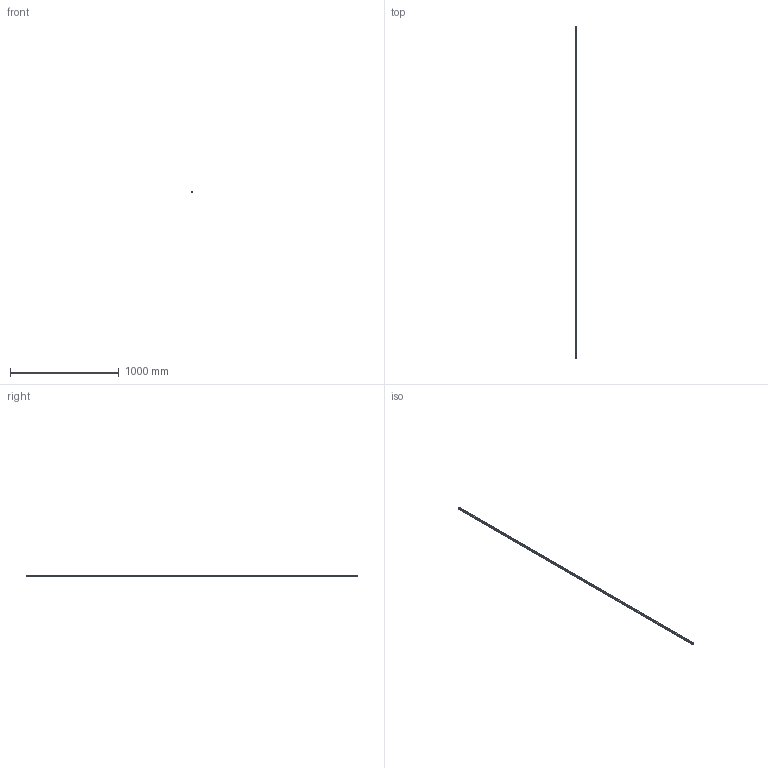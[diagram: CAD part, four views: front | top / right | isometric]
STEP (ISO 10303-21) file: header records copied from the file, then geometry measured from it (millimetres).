
FILE_DESCRIPTION(('STEP AP214'),'1');
FILE_NAME('cctmp_A31E9075-EA3E-4FD1-B0BA-255D4F7890B2_2021_01_19_13_18_20_0263..stp','2021-01-19T12:18:20',('HIWIN GmbH'),('CADClick - www.CADClick.com'),'Spatial InterOp 3D',' ','unknown authorization');
FILE_SCHEMA(('AUTOMOTIVE_DESIGN'));
Length unit declared in the file: millimetre
Products named in the file (1): HGR15T3050C_FILE
Bounding box: 15 x 3050 x 15 mm (x, y, z)
Volume: 572501.6 mm3; surface area: 193475.2 mm2
Topology: 1 solids, 1 shells, 319 faces, 837 edges, 473 vertices
Faces by surface type: cylinder 128, cone 102, plane 89
Entity records: 11593 total; most frequent: DIRECTION 1631, CARTESIAN_POINT 1528, ORIENTED_EDGE 1470, EDGE_CURVE 735, AXIS2_PLACEMENT_3D 576, LINE 479, VECTOR 479, VERTEX_POINT 473
